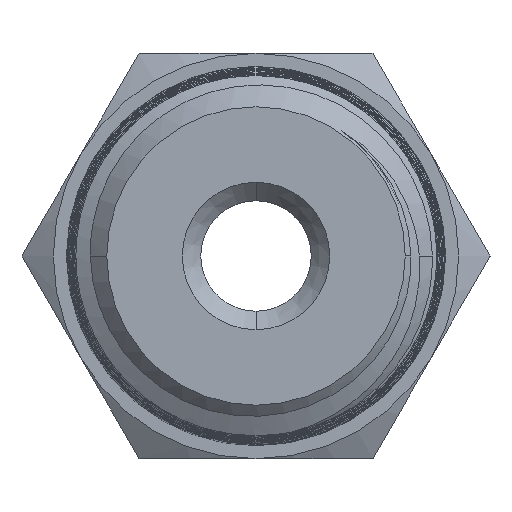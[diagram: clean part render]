
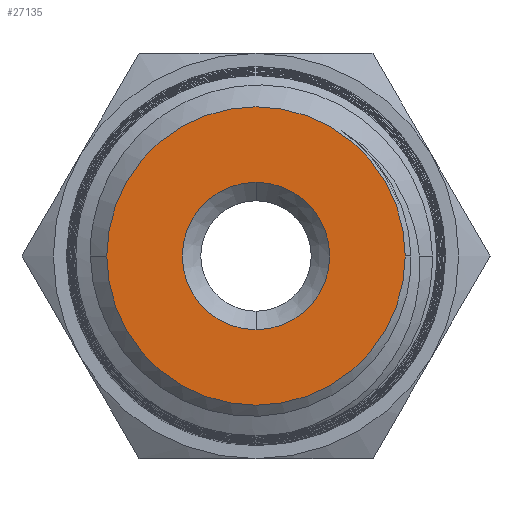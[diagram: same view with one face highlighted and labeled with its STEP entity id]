
A CAD part, front view. The second image highlights one B-rep face of the part: STEP entity #27135.
In plain terms, the highlighted planar face has unit normal (0, -1, 0).
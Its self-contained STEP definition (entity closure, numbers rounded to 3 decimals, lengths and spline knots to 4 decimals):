
#1608 = DIRECTION ( 'NONE',  ( -1., 0., 0. ) ) ;
#1857 = EDGE_LOOP ( 'NONE', ( #18026, #29440 ) ) ;
#3398 = EDGE_CURVE ( 'NONE', #12445, #23875, #28820, .T. ) ;
#3405 = DIRECTION ( 'NONE',  ( 0., 1., 0. ) ) ;
#6515 = CARTESIAN_POINT ( 'NONE',  ( -4.05, -8., 0. ) ) ;
#8049 = EDGE_CURVE ( 'NONE', #45590, #12795, #17168, .T. ) ;
#9003 = ORIENTED_EDGE ( 'NONE', *, *, #31845, .T. ) ;
#11510 = DIRECTION ( 'NONE',  ( 0., 1., 0. ) ) ;
#11968 = AXIS2_PLACEMENT_3D ( 'NONE', #46747, #34021, #44793 ) ;
#12445 = VERTEX_POINT ( 'NONE', #28549 ) ;
#12795 = VERTEX_POINT ( 'NONE', #40385 ) ;
#15525 = DIRECTION ( 'NONE',  ( 0., 0., -1. ) ) ;
#16037 = ORIENTED_EDGE ( 'NONE', *, *, #8049, .T. ) ;
#17168 = CIRCLE ( 'NONE', #33980, 2. ) ;
#18026 = ORIENTED_EDGE ( 'NONE', *, *, #34372, .F. ) ;
#21075 = FACE_BOUND ( 'NONE', #34434, .T. ) ;
#22378 = CARTESIAN_POINT ( 'NONE',  ( 0., -8., 2. ) ) ;
#23782 = DIRECTION ( 'NONE',  ( 0., 1., 0. ) ) ;
#23875 = VERTEX_POINT ( 'NONE', #6515 ) ;
#25583 = CARTESIAN_POINT ( 'NONE',  ( 0., -8., 0. ) ) ;
#27135 = ADVANCED_FACE ( 'NONE', ( #21075, #29702 ), #33928, .T. ) ;
#28549 = CARTESIAN_POINT ( 'NONE',  ( 4.05, -8., 0. ) ) ;
#28768 = CIRCLE ( 'NONE', #30468, 4.05 ) ;
#28820 = CIRCLE ( 'NONE', #11968, 4.05 ) ;
#29289 = DIRECTION ( 'NONE',  ( 0., 0., -1. ) ) ;
#29440 = ORIENTED_EDGE ( 'NONE', *, *, #3398, .F. ) ;
#29702 = FACE_OUTER_BOUND ( 'NONE', #1857, .T. ) ;
#30468 = AXIS2_PLACEMENT_3D ( 'NONE', #45802, #23782, #1608 ) ;
#31845 = EDGE_CURVE ( 'NONE', #12795, #45590, #37164, .T. ) ;
#33639 = CARTESIAN_POINT ( 'NONE',  ( 0., -8., 0. ) ) ;
#33928 = PLANE ( 'NONE',  #39985 ) ;
#33980 = AXIS2_PLACEMENT_3D ( 'NONE', #25583, #3405, #29289 ) ;
#34021 = DIRECTION ( 'NONE',  ( 0., 1., 0. ) ) ;
#34372 = EDGE_CURVE ( 'NONE', #23875, #12445, #28768, .T. ) ;
#34434 = EDGE_LOOP ( 'NONE', ( #9003, #16037 ) ) ;
#37164 = CIRCLE ( 'NONE', #47098, 2. ) ;
#37329 = DIRECTION ( 'NONE',  ( 0., 0., -1. ) ) ;
#37618 = DIRECTION ( 'NONE',  ( 0., -1., 0. ) ) ;
#39985 = AXIS2_PLACEMENT_3D ( 'NONE', #40981, #37618, #15525 ) ;
#40385 = CARTESIAN_POINT ( 'NONE',  ( 0., -8., -2. ) ) ;
#40981 = CARTESIAN_POINT ( 'NONE',  ( 0., -8., 0. ) ) ;
#44793 = DIRECTION ( 'NONE',  ( -1., 0., 0. ) ) ;
#45590 = VERTEX_POINT ( 'NONE', #22378 ) ;
#45802 = CARTESIAN_POINT ( 'NONE',  ( 0., -8., 0. ) ) ;
#46747 = CARTESIAN_POINT ( 'NONE',  ( 0., -8., 0. ) ) ;
#47098 = AXIS2_PLACEMENT_3D ( 'NONE', #33639, #11510, #37329 ) ;
